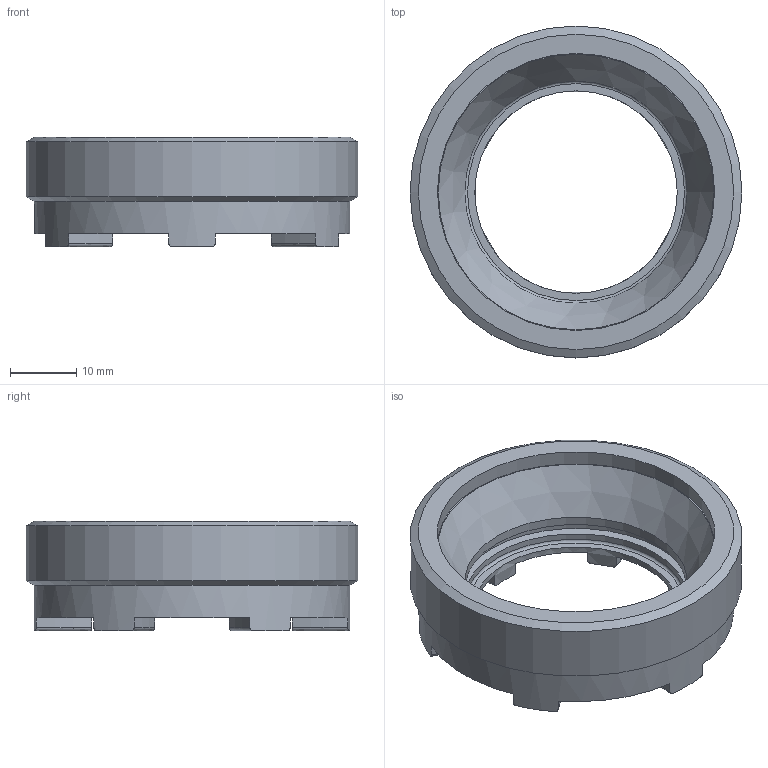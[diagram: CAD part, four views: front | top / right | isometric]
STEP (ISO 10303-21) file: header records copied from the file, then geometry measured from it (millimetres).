
FILE_DESCRIPTION(/* description */ (''),/* implementation_level */ '2;1');
FILE_NAME(/* name */ '334070000.stp',/* time_stamp */ '2022-09-23T07:18:04',/* author */ ('Ratnasingam Jekanthan'),/* organization */ ('REGO-FIX'),/* preprocessor_version */ ' Unknown',/* originating_system */ 'SIEMENS PLM Software Solid Edge ST10',/* authorization */ 'Unknown');
FILE_SCHEMA (('AUTOMOTIVE_DESIGN { 1 0 10303 214 2 1 1}'));
Length unit declared in the file: millimetre
Products named in the file (1): NOCUT
Bounding box: 50 x 50 x 16.55 mm (x, y, z)
Volume: 12556.2 mm3; surface area: 6430 mm2
Topology: 1 solids, 1 shells, 52 faces, 139 edges, 90 vertices
Faces by surface type: cylinder 19, plane 15, torus 13, cone 5
Full cylindrical faces by diameter (mm): 30.5 x1, 33.5 x2, 36 x1, 41.74 x1, 47.5 x1, 50 x1
Entity records: 1992 total; most frequent: CARTESIAN_POINT 338, DIRECTION 286, ORIENTED_EDGE 246, AXIS2_PLACEMENT_3D 131, EDGE_CURVE 123, VERTEX_POINT 87, CIRCLE 75, EDGE_LOOP 68
